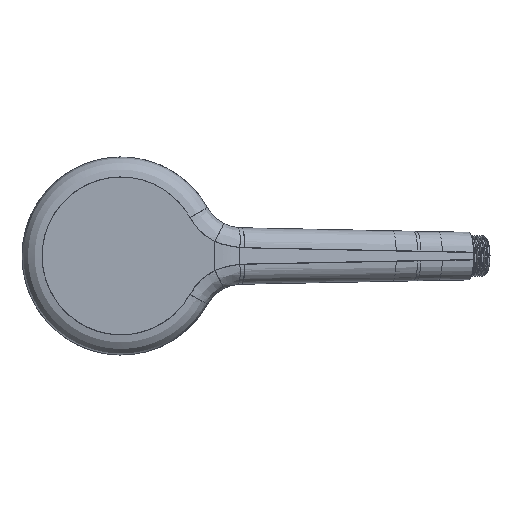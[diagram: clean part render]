
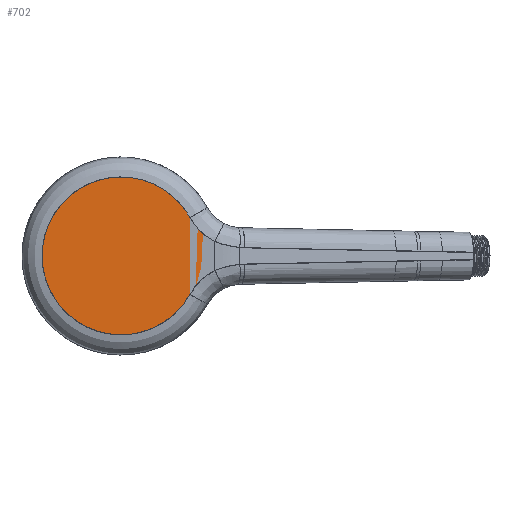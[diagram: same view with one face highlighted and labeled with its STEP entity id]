
A CAD part, top view. The second image highlights one B-rep face of the part: STEP entity #702.
In plain terms, the highlighted face is planar.
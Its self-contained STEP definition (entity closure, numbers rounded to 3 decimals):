
#702=ADVANCED_FACE('',(#4225),#56108,.T.);
#4225=FACE_OUTER_BOUND('',#7749,.T.);
#7749=EDGE_LOOP('',(#12011,#12012,#12013,#12014,#12015));
#12011=ORIENTED_EDGE('',*,*,#29882,.F.);
#12012=ORIENTED_EDGE('',*,*,#29884,.T.);
#12013=ORIENTED_EDGE('',*,*,#29887,.T.);
#12014=ORIENTED_EDGE('',*,*,#29888,.T.);
#12015=ORIENTED_EDGE('',*,*,#29883,.T.);
#29882=EDGE_CURVE('',#47878,#47877,#42451,.T.);
#29883=EDGE_CURVE('',#47879,#47877,#42452,.T.);
#29884=EDGE_CURVE('',#47878,#47881,#42453,.T.);
#29887=EDGE_CURVE('',#47881,#47880,#38761,.T.);
#29888=EDGE_CURVE('',#47880,#47879,#38762,.T.);
#38761=(
BOUNDED_CURVE()
B_SPLINE_CURVE(2,(#67450,#67451,#67452,#67453,#67454),.UNSPECIFIED.,.F.,
 .F.)
B_SPLINE_CURVE_WITH_KNOTS((3,2,3),(0.,58.689,117.377),
 .UNSPECIFIED.)
CURVE()
GEOMETRIC_REPRESENTATION_ITEM()
RATIONAL_B_SPLINE_CURVE((1.,0.742,1.,0.742,1.))
REPRESENTATION_ITEM('')
);
#38762=(
BOUNDED_CURVE()
B_SPLINE_CURVE(2,(#67455,#67456,#67457,#67458,#67459),.UNSPECIFIED.,.F.,
 .F.)
B_SPLINE_CURVE_WITH_KNOTS((3,2,3),(0.,46.306,92.611),
 .UNSPECIFIED.)
CURVE()
GEOMETRIC_REPRESENTATION_ITEM()
RATIONAL_B_SPLINE_CURVE((1.,0.836,1.,0.836,1.))
REPRESENTATION_ITEM('')
);
#42451=B_SPLINE_CURVE_WITH_KNOTS('',1,(#67421,#67422),.UNSPECIFIED.,.F.,
 .F.,(2,2),(-14.843,0.),.UNSPECIFIED.);
#42452=B_SPLINE_CURVE_WITH_KNOTS('',3,(#67423,#67424,#67425,#67426,#67427,
#67428,#67429),.UNSPECIFIED.,.F.,.F.,(4,1,1,1,4),(-17.692,-13.269,
-8.846,-4.423,0.),.UNSPECIFIED.);
#42453=B_SPLINE_CURVE_WITH_KNOTS('',3,(#67430,#67431,#67432,#67433,#67434,
#67435,#67436),.UNSPECIFIED.,.F.,.F.,(4,1,1,1,4),(-17.692,-13.269,
-8.846,-4.423,0.),.UNSPECIFIED.);
#47877=VERTEX_POINT('',#66172);
#47878=VERTEX_POINT('',#66173);
#47879=VERTEX_POINT('',#66174);
#47880=VERTEX_POINT('',#66175);
#47881=VERTEX_POINT('',#66176);
#56108=PLANE('',#57383);
#57383=AXIS2_PLACEMENT_3D('',#62813,#59400,$);
#59400=DIRECTION('',(0.,1.,0.));
#62813=CARTESIAN_POINT('',(57.297,24.,-60.625));
#66172=CARTESIAN_POINT('',(47.354,24.,7.421));
#66173=CARTESIAN_POINT('',(47.354,24.,-7.421));
#66174=CARTESIAN_POINT('',(34.819,24.,19.487));
#66175=CARTESIAN_POINT('',(-37.995,24.,12.185));
#66176=CARTESIAN_POINT('',(34.819,24.,-19.487));
#67421=CARTESIAN_POINT('',(47.354,24.,-7.421));
#67422=CARTESIAN_POINT('',(47.354,24.,7.421));
#67423=CARTESIAN_POINT('',(34.819,24.,19.487));
#67424=CARTESIAN_POINT('',(35.542,24.,18.194));
#67425=CARTESIAN_POINT('',(37.161,24.,15.746));
#67426=CARTESIAN_POINT('',(40.117,24.,12.447));
#67427=CARTESIAN_POINT('',(43.527,24.,9.619));
#67428=CARTESIAN_POINT('',(46.035,24.,8.095));
#67429=CARTESIAN_POINT('',(47.354,24.,7.421));
#67430=CARTESIAN_POINT('',(47.354,24.,-7.421));
#67431=CARTESIAN_POINT('',(46.035,24.,-8.095));
#67432=CARTESIAN_POINT('',(43.527,24.,-9.619));
#67433=CARTESIAN_POINT('',(40.117,24.,-12.447));
#67434=CARTESIAN_POINT('',(37.161,24.,-15.746));
#67435=CARTESIAN_POINT('',(35.543,24.,-18.194));
#67436=CARTESIAN_POINT('',(34.819,24.,-19.487));
#67450=CARTESIAN_POINT('',(34.819,24.,-19.487));
#67451=CARTESIAN_POINT('',(17.188,24.,-50.989));
#67452=CARTESIAN_POINT('',(-15.916,24.,-36.59));
#67453=CARTESIAN_POINT('',(-49.02,24.,-22.19));
#67454=CARTESIAN_POINT('',(-37.995,24.,12.185));
#67455=CARTESIAN_POINT('',(-37.995,24.,12.185));
#67456=CARTESIAN_POINT('',(-30.007,24.,37.092));
#67457=CARTESIAN_POINT('',(-3.981,24.,39.702));
#67458=CARTESIAN_POINT('',(22.045,24.,42.312));
#67459=CARTESIAN_POINT('',(34.819,24.,19.487));
